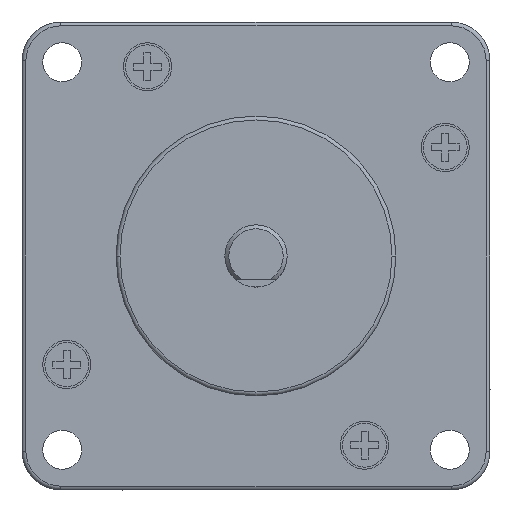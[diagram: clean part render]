
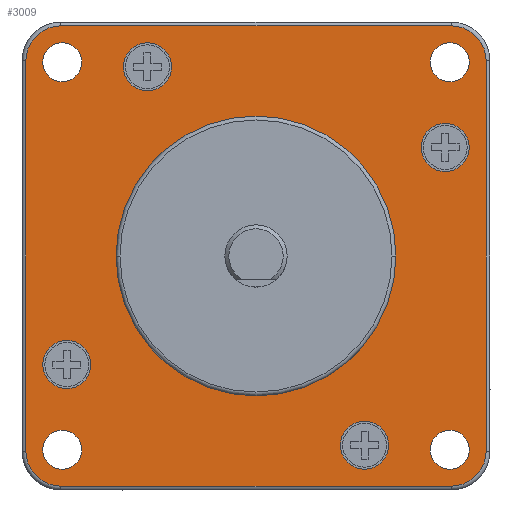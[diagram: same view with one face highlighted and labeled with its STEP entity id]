
A CAD part, left-side view. The second image highlights one B-rep face of the part: STEP entity #3009.
In plain terms, the highlighted planar face has unit normal (-1, 0, 0).
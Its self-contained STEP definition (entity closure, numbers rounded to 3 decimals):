
#1=CARTESIAN_POINT('',(0.,-24.925,-24.925));
#2=DIRECTION('',(-1.,0.,0.));
#3=DIRECTION('',(0.,-1.,0.));
#4=AXIS2_PLACEMENT_3D('',#1,#2,#3);
#6=CARTESIAN_POINT('',(0.,-24.925,-24.925));
#7=DIRECTION('',(-1.,0.,0.));
#8=DIRECTION('',(0.,1.,0.));
#9=AXIS2_PLACEMENT_3D('',#6,#7,#8);
#11=CARTESIAN_POINT('',(0.,24.925,-24.925));
#12=DIRECTION('',(-1.,0.,0.));
#13=DIRECTION('',(0.,-1.,0.));
#14=AXIS2_PLACEMENT_3D('',#11,#12,#13);
#16=CARTESIAN_POINT('',(0.,24.925,-24.925));
#17=DIRECTION('',(-1.,0.,0.));
#18=DIRECTION('',(0.,1.,0.));
#19=AXIS2_PLACEMENT_3D('',#16,#17,#18);
#21=CARTESIAN_POINT('',(0.,24.925,24.925));
#22=DIRECTION('',(-1.,0.,0.));
#23=DIRECTION('',(0.,-1.,0.));
#24=AXIS2_PLACEMENT_3D('',#21,#22,#23);
#26=CARTESIAN_POINT('',(0.,24.925,24.925));
#27=DIRECTION('',(-1.,0.,0.));
#28=DIRECTION('',(0.,1.,0.));
#29=AXIS2_PLACEMENT_3D('',#26,#27,#28);
#31=CARTESIAN_POINT('',(0.,-24.925,24.925));
#32=DIRECTION('',(-1.,0.,0.));
#33=DIRECTION('',(0.,-1.,0.));
#34=AXIS2_PLACEMENT_3D('',#31,#32,#33);
#36=CARTESIAN_POINT('',(0.,-24.925,24.925));
#37=DIRECTION('',(-1.,0.,0.));
#38=DIRECTION('',(0.,1.,0.));
#39=AXIS2_PLACEMENT_3D('',#36,#37,#38);
#41=CARTESIAN_POINT('',(0.,0.,0.));
#42=DIRECTION('',(-1.,0.,0.));
#43=DIRECTION('',(0.,1.,0.));
#44=AXIS2_PLACEMENT_3D('',#41,#42,#43);
#46=CARTESIAN_POINT('',(0.,0.,0.));
#47=DIRECTION('',(-1.,0.,0.));
#48=DIRECTION('',(0.,-1.,0.));
#49=AXIS2_PLACEMENT_3D('',#46,#47,#48);
#51=CARTESIAN_POINT('',(0.,-25.1,-25.1));
#52=DIRECTION('',(-1.,0.,0.));
#53=DIRECTION('',(0.,0.,-1.));
#54=AXIS2_PLACEMENT_3D('',#51,#52,#53);
#56=DIRECTION('',(0.,-1.,0.));
#57=VECTOR('',#56,50.2);
#58=CARTESIAN_POINT('',(0.,25.1,-29.6));
#59=LINE('',#58,#57);
#60=CARTESIAN_POINT('',(0.,25.1,-25.1));
#61=DIRECTION('',(-1.,0.,0.));
#62=DIRECTION('',(0.,1.,0.));
#63=AXIS2_PLACEMENT_3D('',#60,#61,#62);
#65=DIRECTION('',(0.,0.,-1.));
#66=VECTOR('',#65,50.2);
#67=CARTESIAN_POINT('',(0.,29.6,25.1));
#68=LINE('',#67,#66);
#69=CARTESIAN_POINT('',(0.,25.1,25.1));
#70=DIRECTION('',(-1.,0.,0.));
#71=DIRECTION('',(0.,0.,1.));
#72=AXIS2_PLACEMENT_3D('',#69,#70,#71);
#74=DIRECTION('',(0.,1.,0.));
#75=VECTOR('',#74,50.2);
#76=CARTESIAN_POINT('',(0.,-25.1,29.6));
#77=LINE('',#76,#75);
#78=CARTESIAN_POINT('',(0.,-25.1,25.1));
#79=DIRECTION('',(-1.,0.,0.));
#80=DIRECTION('',(0.,-1.,0.));
#81=AXIS2_PLACEMENT_3D('',#78,#79,#80);
#83=DIRECTION('',(0.,0.,1.));
#84=VECTOR('',#83,50.2);
#85=CARTESIAN_POINT('',(0.,-29.6,-25.1));
#86=LINE('',#85,#84);
#87=CARTESIAN_POINT('',(0.,-13.966,-24.33));
#88=DIRECTION('',(-1.,0.,0.));
#89=DIRECTION('',(0.,1.,0.));
#90=AXIS2_PLACEMENT_3D('',#87,#88,#89);
#92=CARTESIAN_POINT('',(0.,-13.966,-24.33));
#93=DIRECTION('',(-1.,0.,0.));
#94=DIRECTION('',(0.,-1.,0.));
#95=AXIS2_PLACEMENT_3D('',#92,#93,#94);
#155=CARTESIAN_POINT('',(0.,-24.33,13.966));
#156=DIRECTION('',(-1.,0.,0.));
#157=DIRECTION('',(0.,0.,-1.));
#158=AXIS2_PLACEMENT_3D('',#155,#156,#157);
#160=CARTESIAN_POINT('',(0.,-24.33,13.966));
#161=DIRECTION('',(-1.,0.,0.));
#162=DIRECTION('',(0.,0.,1.));
#163=AXIS2_PLACEMENT_3D('',#160,#161,#162);
#223=CARTESIAN_POINT('',(0.,13.966,24.33));
#224=DIRECTION('',(-1.,0.,0.));
#225=DIRECTION('',(0.,-1.,0.));
#226=AXIS2_PLACEMENT_3D('',#223,#224,#225);
#228=CARTESIAN_POINT('',(0.,13.966,24.33));
#229=DIRECTION('',(-1.,0.,0.));
#230=DIRECTION('',(0.,1.,0.));
#231=AXIS2_PLACEMENT_3D('',#228,#229,#230);
#291=CARTESIAN_POINT('',(0.,24.33,-13.966));
#292=DIRECTION('',(-1.,0.,0.));
#293=DIRECTION('',(0.,0.,1.));
#294=AXIS2_PLACEMENT_3D('',#291,#292,#293);
#296=CARTESIAN_POINT('',(0.,24.33,-13.966));
#297=DIRECTION('',(-1.,0.,0.));
#298=DIRECTION('',(0.,0.,-1.));
#299=AXIS2_PLACEMENT_3D('',#296,#297,#298);
#2378=CARTESIAN_POINT('',(0.,-27.425,-24.925));
#2379=CARTESIAN_POINT('',(0.,-22.425,-24.925));
#2380=VERTEX_POINT('',#2378);
#2381=VERTEX_POINT('',#2379);
#2382=CARTESIAN_POINT('',(0.,22.425,-24.925));
#2383=CARTESIAN_POINT('',(0.,27.425,-24.925));
#2384=VERTEX_POINT('',#2382);
#2385=VERTEX_POINT('',#2383);
#2386=CARTESIAN_POINT('',(0.,22.425,24.925));
#2387=CARTESIAN_POINT('',(0.,27.425,24.925));
#2388=VERTEX_POINT('',#2386);
#2389=VERTEX_POINT('',#2387);
#2390=CARTESIAN_POINT('',(0.,-27.425,24.925));
#2391=CARTESIAN_POINT('',(0.,-22.425,24.925));
#2392=VERTEX_POINT('',#2390);
#2393=VERTEX_POINT('',#2391);
#2614=CARTESIAN_POINT('',(0.,18.,0.));
#2615=CARTESIAN_POINT('',(0.,-18.,0.));
#2616=VERTEX_POINT('',#2614);
#2617=VERTEX_POINT('',#2615);
#2630=CARTESIAN_POINT('',(0.,-25.1,-29.6));
#2631=CARTESIAN_POINT('',(0.,-29.6,-25.1));
#2632=VERTEX_POINT('',#2630);
#2633=VERTEX_POINT('',#2631);
#2638=CARTESIAN_POINT('',(0.,-29.6,25.1));
#2639=VERTEX_POINT('',#2638);
#2642=CARTESIAN_POINT('',(0.,-25.1,29.6));
#2643=VERTEX_POINT('',#2642);
#2646=CARTESIAN_POINT('',(0.,25.1,29.6));
#2647=VERTEX_POINT('',#2646);
#2650=CARTESIAN_POINT('',(0.,29.6,25.1));
#2651=VERTEX_POINT('',#2650);
#2654=CARTESIAN_POINT('',(0.,29.6,-25.1));
#2655=VERTEX_POINT('',#2654);
#2658=CARTESIAN_POINT('',(0.,25.1,-29.6));
#2659=VERTEX_POINT('',#2658);
#2708=CARTESIAN_POINT('',(0.,-10.874,-24.33));
#2709=CARTESIAN_POINT('',(0.,-17.059,-24.33));
#2710=VERTEX_POINT('',#2708);
#2711=VERTEX_POINT('',#2709);
#2772=CARTESIAN_POINT('',(0.,-24.33,10.874));
#2773=CARTESIAN_POINT('',(0.,-24.33,17.059));
#2774=VERTEX_POINT('',#2772);
#2775=VERTEX_POINT('',#2773);
#2836=CARTESIAN_POINT('',(0.,10.874,24.33));
#2837=CARTESIAN_POINT('',(0.,17.059,24.33));
#2838=VERTEX_POINT('',#2836);
#2839=VERTEX_POINT('',#2837);
#2900=CARTESIAN_POINT('',(0.,24.33,-10.874));
#2901=CARTESIAN_POINT('',(0.,24.33,-17.059));
#2902=VERTEX_POINT('',#2900);
#2903=VERTEX_POINT('',#2901);
#2932=CARTESIAN_POINT('',(0.,0.,0.));
#2933=DIRECTION('',(1.,0.,0.));
#2934=DIRECTION('',(0.,-1.,0.));
#2935=AXIS2_PLACEMENT_3D('',#2932,#2933,#2934);
#2936=PLANE('',#2935);
#2938=ORIENTED_EDGE('',*,*,#2937,.F.);
#2940=ORIENTED_EDGE('',*,*,#2939,.F.);
#2942=ORIENTED_EDGE('',*,*,#2941,.F.);
#2944=ORIENTED_EDGE('',*,*,#2943,.F.);
#2946=ORIENTED_EDGE('',*,*,#2945,.F.);
#2948=ORIENTED_EDGE('',*,*,#2947,.F.);
#2950=ORIENTED_EDGE('',*,*,#2949,.F.);
#2952=ORIENTED_EDGE('',*,*,#2951,.F.);
#2953=EDGE_LOOP('',(#2938,#2940,#2942,#2944,#2946,#2948,#2950,#2952));
#2954=FACE_OUTER_BOUND('',#2953,.F.);
#2956=ORIENTED_EDGE('',*,*,#2955,.T.);
#2958=ORIENTED_EDGE('',*,*,#2957,.T.);
#2959=EDGE_LOOP('',(#2956,#2958));
#2960=FACE_BOUND('',#2959,.F.);
#2962=ORIENTED_EDGE('',*,*,#2961,.T.);
#2964=ORIENTED_EDGE('',*,*,#2963,.T.);
#2965=EDGE_LOOP('',(#2962,#2964));
#2966=FACE_BOUND('',#2965,.F.);
#2968=ORIENTED_EDGE('',*,*,#2967,.T.);
#2970=ORIENTED_EDGE('',*,*,#2969,.T.);
#2971=EDGE_LOOP('',(#2968,#2970));
#2972=FACE_BOUND('',#2971,.F.);
#2974=ORIENTED_EDGE('',*,*,#2973,.T.);
#2976=ORIENTED_EDGE('',*,*,#2975,.T.);
#2977=EDGE_LOOP('',(#2974,#2976));
#2978=FACE_BOUND('',#2977,.F.);
#2980=ORIENTED_EDGE('',*,*,#2979,.T.);
#2982=ORIENTED_EDGE('',*,*,#2981,.T.);
#2983=EDGE_LOOP('',(#2980,#2982));
#2984=FACE_BOUND('',#2983,.F.);
#2986=ORIENTED_EDGE('',*,*,#2985,.T.);
#2988=ORIENTED_EDGE('',*,*,#2987,.T.);
#2989=EDGE_LOOP('',(#2986,#2988));
#2990=FACE_BOUND('',#2989,.F.);
#2992=ORIENTED_EDGE('',*,*,#2991,.T.);
#2994=ORIENTED_EDGE('',*,*,#2993,.T.);
#2995=EDGE_LOOP('',(#2992,#2994));
#2996=FACE_BOUND('',#2995,.F.);
#2998=ORIENTED_EDGE('',*,*,#2997,.T.);
#3000=ORIENTED_EDGE('',*,*,#2999,.T.);
#3001=EDGE_LOOP('',(#2998,#3000));
#3002=FACE_BOUND('',#3001,.F.);
#3004=ORIENTED_EDGE('',*,*,#3003,.T.);
#3006=ORIENTED_EDGE('',*,*,#3005,.T.);
#3007=EDGE_LOOP('',(#3004,#3006));
#3008=FACE_BOUND('',#3007,.F.);
#5=CIRCLE('',#4,2.5);
#10=CIRCLE('',#9,2.5);
#15=CIRCLE('',#14,2.5);
#20=CIRCLE('',#19,2.5);
#25=CIRCLE('',#24,2.5);
#30=CIRCLE('',#29,2.5);
#35=CIRCLE('',#34,2.5);
#40=CIRCLE('',#39,2.5);
#45=CIRCLE('',#44,18.);
#50=CIRCLE('',#49,18.);
#55=CIRCLE('',#54,4.5);
#64=CIRCLE('',#63,4.5);
#73=CIRCLE('',#72,4.5);
#82=CIRCLE('',#81,4.5);
#91=CIRCLE('',#90,3.093);
#96=CIRCLE('',#95,3.093);
#159=CIRCLE('',#158,3.093);
#164=CIRCLE('',#163,3.093);
#227=CIRCLE('',#226,3.093);
#232=CIRCLE('',#231,3.093);
#295=CIRCLE('',#294,3.093);
#300=CIRCLE('',#299,3.093);
#2937=EDGE_CURVE('',#2632,#2633,#55,.T.);
#2939=EDGE_CURVE('',#2659,#2632,#59,.T.);
#2941=EDGE_CURVE('',#2655,#2659,#64,.T.);
#2943=EDGE_CURVE('',#2651,#2655,#68,.T.);
#2945=EDGE_CURVE('',#2647,#2651,#73,.T.);
#2947=EDGE_CURVE('',#2643,#2647,#77,.T.);
#2949=EDGE_CURVE('',#2639,#2643,#82,.T.);
#2951=EDGE_CURVE('',#2633,#2639,#86,.T.);
#2955=EDGE_CURVE('',#2380,#2381,#5,.T.);
#2957=EDGE_CURVE('',#2381,#2380,#10,.T.);
#2961=EDGE_CURVE('',#2384,#2385,#15,.T.);
#2963=EDGE_CURVE('',#2385,#2384,#20,.T.);
#2967=EDGE_CURVE('',#2388,#2389,#25,.T.);
#2969=EDGE_CURVE('',#2389,#2388,#30,.T.);
#2973=EDGE_CURVE('',#2392,#2393,#35,.T.);
#2975=EDGE_CURVE('',#2393,#2392,#40,.T.);
#2979=EDGE_CURVE('',#2616,#2617,#45,.T.);
#2981=EDGE_CURVE('',#2617,#2616,#50,.T.);
#2985=EDGE_CURVE('',#2710,#2711,#91,.T.);
#2987=EDGE_CURVE('',#2711,#2710,#96,.T.);
#2991=EDGE_CURVE('',#2774,#2775,#159,.T.);
#2993=EDGE_CURVE('',#2775,#2774,#164,.T.);
#2997=EDGE_CURVE('',#2838,#2839,#227,.T.);
#2999=EDGE_CURVE('',#2839,#2838,#232,.T.);
#3003=EDGE_CURVE('',#2902,#2903,#295,.T.);
#3005=EDGE_CURVE('',#2903,#2902,#300,.T.);
#3009=ADVANCED_FACE('',(#2954,#2960,#2966,#2972,#2978,#2984,#2990,#2996,#3002,
#3008),#2936,.F.);
